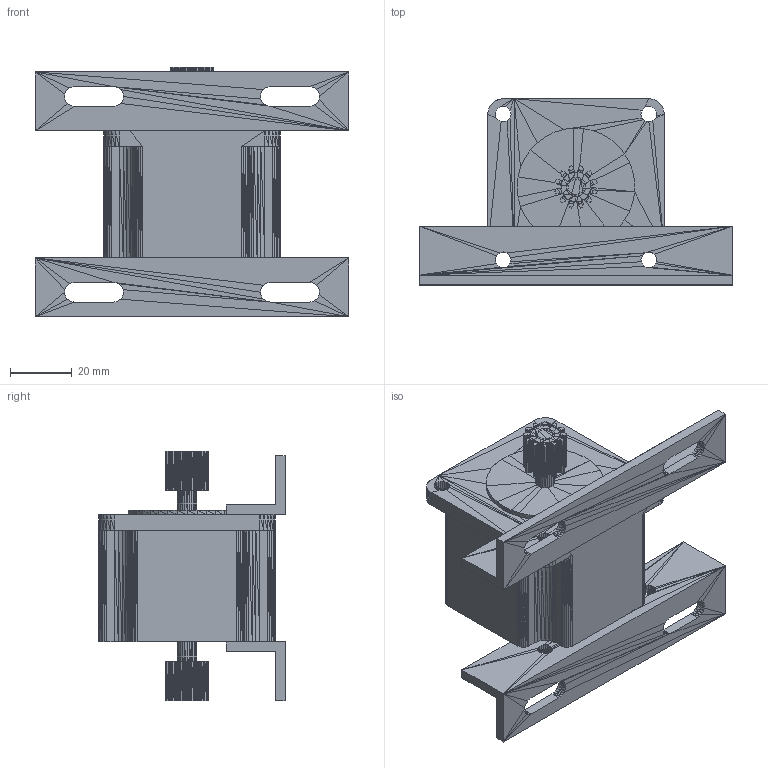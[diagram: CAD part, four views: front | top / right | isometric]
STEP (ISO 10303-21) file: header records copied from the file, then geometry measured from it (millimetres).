
FILE_DESCRIPTION(('HOOPS Exchange Step'),'2;1');
FILE_NAME('557c3e2b771e7421882a0f635544ca5a20200328-3333-1pui2iq.SLDASM.step','2020-03-28T05:22:15+00:00',('converter2'),('Unknown organisation'),'HOOPS Exchange 2019.2','HOOPS Exchange','Unknown authorisation');
FILE_SCHEMA( ('AUTOMOTIVE_DESIGN { 1 0 10303 214 1 1 1 1 }') );
Length unit declared in the file: inch
Products named in the file (7): 23Y Stepper Motor-1; angle_75-1; angle_75-2; m1n12-1; m1n12-2; Default; 557c3e2b771e7421882a0f635544ca5a20200328-3333-1pui2iq
Assembly tree (6 placements, depth 3):
  557c3e2b771e7421882a0f635544ca5a20200328-3333-1pui2iq
    Default
      23Y Stepper Motor-1
      angle_75-1
      angle_75-2
      m1n12-1
      m1n12-2
Bounding box: 101.6 x 60.33 x 80.77 mm (x, y, z)
Volume: 23118.4 mm3; surface area: 34571.2 mm2
Topology: 4 solids, 5 shells, 3040 faces, 5499 edges, 2438 vertices
Faces by surface type: plane 3040
Entity records: 26962 total; most frequent: DIRECTION 6106, CARTESIAN_POINT 5491, AXIS2_PLACEMENT_3D 3053, PLANE 3040, POLY_LOOP 3040, FACE_OUTER_BOUND 3040, FACE_SURFACE 3040, DIMENSIONAL_EXPONENTS 14
